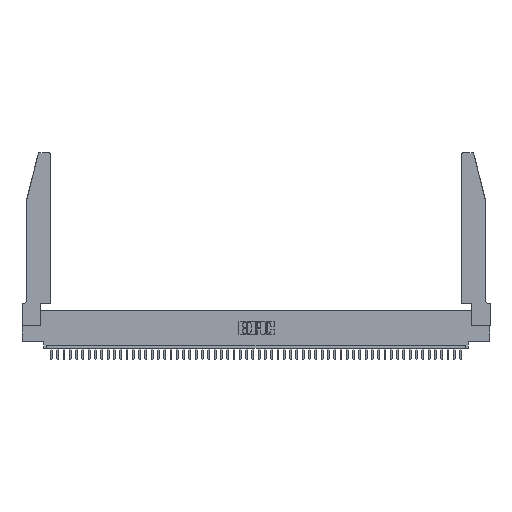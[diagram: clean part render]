
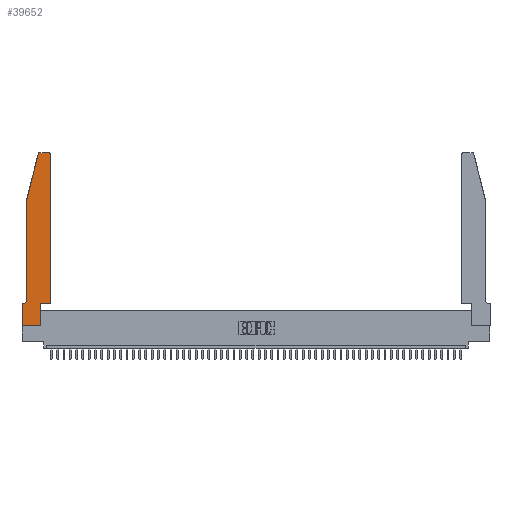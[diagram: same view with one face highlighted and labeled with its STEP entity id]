
A CAD part, top view. The second image highlights one B-rep face of the part: STEP entity #39652.
In plain terms, the highlighted planar face has unit normal (0, 0, 1).
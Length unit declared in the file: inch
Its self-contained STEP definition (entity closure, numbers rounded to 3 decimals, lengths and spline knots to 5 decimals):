
#88 = EDGE_CURVE ( 'NONE', #22661, #19713, #15343, .T. ) ;
#225 = VERTEX_POINT ( 'NONE', #5608 ) ;
#267 = LINE ( 'NONE', #36085, #38177 ) ;
#450 = LINE ( 'NONE', #10432, #3567 ) ;
#952 = DIRECTION ( 'NONE',  ( 1., 0., 0. ) ) ;
#1856 = EDGE_CURVE ( 'NONE', #32241, #49609, #7038, .T. ) ;
#1921 = EDGE_CURVE ( 'NONE', #49146, #225, #5157, .T. ) ;
#2347 = DIRECTION ( 'NONE',  ( 0., 1., 0. ) ) ;
#2642 = FACE_OUTER_BOUND ( 'NONE', #37374, .T. ) ;
#2748 = VECTOR ( 'NONE', #10656, 39.37008 ) ;
#2841 = DIRECTION ( 'NONE',  ( 1., 0., 0. ) ) ;
#2854 = CARTESIAN_POINT ( 'NONE',  ( 0.4205, 2.72, 0.37 ) ) ;
#2933 = EDGE_CURVE ( 'NONE', #20296, #21942, #36121, .T. ) ;
#3245 = CARTESIAN_POINT ( 'NONE',  ( 0.2865, 0.35, 0.37 ) ) ;
#3251 = CARTESIAN_POINT ( 'NONE',  ( 0.25487, 2.72718, 0.37 ) ) ;
#3567 = VECTOR ( 'NONE', #2347, 39.37008 ) ;
#3989 = VECTOR ( 'NONE', #18207, 39.37008 ) ;
#4173 = CARTESIAN_POINT ( 'NONE',  ( 0.284, 2.75, 0.37 ) ) ;
#4263 = ORIENTED_EDGE ( 'NONE', *, *, #45054, .T. ) ;
#4911 = EDGE_CURVE ( 'NONE', #19713, #20296, #47788, .T. ) ;
#5157 = LINE ( 'NONE', #10198, #3989 ) ;
#5319 = ORIENTED_EDGE ( 'NONE', *, *, #45460, .T. ) ;
#5608 = CARTESIAN_POINT ( 'NONE',  ( 0., 0.35, 0.37 ) ) ;
#5984 = CARTESIAN_POINT ( 'NONE',  ( 0.4505, 0.35, 0.37 ) ) ;
#6625 = CARTESIAN_POINT ( 'NONE',  ( 0., 0., 0.37 ) ) ;
#6710 = ORIENTED_EDGE ( 'NONE', *, *, #1856, .T. ) ;
#7038 = LINE ( 'NONE', #5984, #2748 ) ;
#7287 = DIRECTION ( 'NONE',  ( -1., 0., 0. ) ) ;
#8008 = EDGE_CURVE ( 'NONE', #22015, #32241, #40553, .T. ) ;
#8870 = VECTOR ( 'NONE', #11827, 39.37008 ) ;
#9066 = VECTOR ( 'NONE', #16020, 39.37008 ) ;
#9142 = DIRECTION ( 'NONE',  ( 0., -1., 0. ) ) ;
#9656 = DIRECTION ( 'NONE',  ( 1., 0., 0. ) ) ;
#10198 = CARTESIAN_POINT ( 'NONE',  ( 0.0755, 0.35, 0.37 ) ) ;
#10432 = CARTESIAN_POINT ( 'NONE',  ( 0.4505, 0.35, 0.37 ) ) ;
#10656 = DIRECTION ( 'NONE',  ( 1., 0., 0. ) ) ;
#11142 = EDGE_CURVE ( 'NONE', #32636, #49146, #14182, .T. ) ;
#11827 = DIRECTION ( 'NONE',  ( 0., 1., 0. ) ) ;
#12629 = ORIENTED_EDGE ( 'NONE', *, *, #46307, .T. ) ;
#13351 = CARTESIAN_POINT ( 'NONE',  ( 0.0755, 2., 0.37 ) ) ;
#13993 = CARTESIAN_POINT ( 'NONE',  ( 0.284, 2.72, 0.37 ) ) ;
#14001 = AXIS2_PLACEMENT_3D ( 'NONE', #25056, #21268, #952 ) ;
#14182 = CIRCLE ( 'NONE', #38108, 0.07 ) ;
#15343 = LINE ( 'NONE', #24198, #9066 ) ;
#16020 = DIRECTION ( 'NONE',  ( -1., 0., 0. ) ) ;
#16237 = CIRCLE ( 'NONE', #45082, 0.03 ) ;
#16706 = PLANE ( 'NONE',  #14001 ) ;
#18185 = DIRECTION ( 'NONE',  ( 0., 0., 1. ) ) ;
#18207 = DIRECTION ( 'NONE',  ( -1., 0., 0. ) ) ;
#18447 = CARTESIAN_POINT ( 'NONE',  ( 0.0055, 0.42, 0.37 ) ) ;
#19304 = DIRECTION ( 'NONE',  ( 0., 0., -1. ) ) ;
#19713 = VERTEX_POINT ( 'NONE', #4173 ) ;
#19901 = VERTEX_POINT ( 'NONE', #24648 ) ;
#19956 = LINE ( 'NONE', #29335, #26823 ) ;
#20296 = VERTEX_POINT ( 'NONE', #3251 ) ;
#21268 = DIRECTION ( 'NONE',  ( 0., 0., 1. ) ) ;
#21942 = VERTEX_POINT ( 'NONE', #47758 ) ;
#21949 = VECTOR ( 'NONE', #25356, 39.37008 ) ;
#22015 = VERTEX_POINT ( 'NONE', #28590 ) ;
#22221 = ORIENTED_EDGE ( 'NONE', *, *, #1921, .T. ) ;
#22661 = VERTEX_POINT ( 'NONE', #41269 ) ;
#24198 = CARTESIAN_POINT ( 'NONE',  ( 0.2605, 2.75, 0.37 ) ) ;
#24648 = CARTESIAN_POINT ( 'NONE',  ( 0.4505, 2.72, 0.37 ) ) ;
#25051 = CARTESIAN_POINT ( 'NONE',  ( 0.4505, 0.35, 0.37 ) ) ;
#25056 = CARTESIAN_POINT ( 'NONE',  ( 0., 0.35, 0.37 ) ) ;
#25356 = DIRECTION ( 'NONE',  ( -0.239, -0.971, 0. ) ) ;
#25666 = CARTESIAN_POINT ( 'NONE',  ( 0.0755, 0.42, 0.37 ) ) ;
#26664 = CARTESIAN_POINT ( 'NONE',  ( 0., 0., 0.37 ) ) ;
#26823 = VECTOR ( 'NONE', #9142, 39.37008 ) ;
#28590 = CARTESIAN_POINT ( 'NONE',  ( 0.2865, 0., 0.37 ) ) ;
#29335 = CARTESIAN_POINT ( 'NONE',  ( 0.0755, 2., 0.37 ) ) ;
#32241 = VERTEX_POINT ( 'NONE', #35332 ) ;
#32636 = VERTEX_POINT ( 'NONE', #25666 ) ;
#33984 = ORIENTED_EDGE ( 'NONE', *, *, #88, .T. ) ;
#34921 = DIRECTION ( 'NONE',  ( 0., 0., 1. ) ) ;
#35332 = CARTESIAN_POINT ( 'NONE',  ( 0.2865, 0.35, 0.37 ) ) ;
#36085 = CARTESIAN_POINT ( 'NONE',  ( 0., 0., 0.37 ) ) ;
#36121 = LINE ( 'NONE', #13351, #21949 ) ;
#36258 = DIRECTION ( 'NONE',  ( 0., -1., 0. ) ) ;
#36645 = VERTEX_POINT ( 'NONE', #26664 ) ;
#37030 = VECTOR ( 'NONE', #2841, 39.37008 ) ;
#37374 = EDGE_LOOP ( 'NONE', ( #33984, #42191, #47074, #5319, #48701, #22221, #38295, #41888, #41260, #6710, #12629, #4263 ) ) ;
#38108 = AXIS2_PLACEMENT_3D ( 'NONE', #18447, #19304, #7287 ) ;
#38177 = VECTOR ( 'NONE', #36258, 39.37008 ) ;
#38295 = ORIENTED_EDGE ( 'NONE', *, *, #38389, .T. ) ;
#38389 = EDGE_CURVE ( 'NONE', #225, #36645, #267, .T. ) ;
#39523 = LINE ( 'NONE', #6625, #37030 ) ;
#39652 = ADVANCED_FACE ( 'NONE', ( #2642 ), #16706, .T. ) ;
#40553 = LINE ( 'NONE', #3245, #8870 ) ;
#41260 = ORIENTED_EDGE ( 'NONE', *, *, #8008, .T. ) ;
#41269 = CARTESIAN_POINT ( 'NONE',  ( 0.4205, 2.75, 0.37 ) ) ;
#41888 = ORIENTED_EDGE ( 'NONE', *, *, #46329, .T. ) ;
#42191 = ORIENTED_EDGE ( 'NONE', *, *, #4911, .T. ) ;
#42227 = DIRECTION ( 'NONE',  ( 1., 0., 0. ) ) ;
#44234 = AXIS2_PLACEMENT_3D ( 'NONE', #13993, #18185, #9656 ) ;
#45054 = EDGE_CURVE ( 'NONE', #19901, #22661, #16237, .T. ) ;
#45082 = AXIS2_PLACEMENT_3D ( 'NONE', #2854, #34921, #42227 ) ;
#45460 = EDGE_CURVE ( 'NONE', #21942, #32636, #19956, .T. ) ;
#45945 = CARTESIAN_POINT ( 'NONE',  ( 0.0055, 0.35, 0.37 ) ) ;
#46307 = EDGE_CURVE ( 'NONE', #49609, #19901, #450, .T. ) ;
#46329 = EDGE_CURVE ( 'NONE', #36645, #22015, #39523, .T. ) ;
#47074 = ORIENTED_EDGE ( 'NONE', *, *, #2933, .T. ) ;
#47758 = CARTESIAN_POINT ( 'NONE',  ( 0.0755, 2., 0.37 ) ) ;
#47788 = CIRCLE ( 'NONE', #44234, 0.03 ) ;
#48701 = ORIENTED_EDGE ( 'NONE', *, *, #11142, .T. ) ;
#49146 = VERTEX_POINT ( 'NONE', #45945 ) ;
#49609 = VERTEX_POINT ( 'NONE', #25051 ) ;
